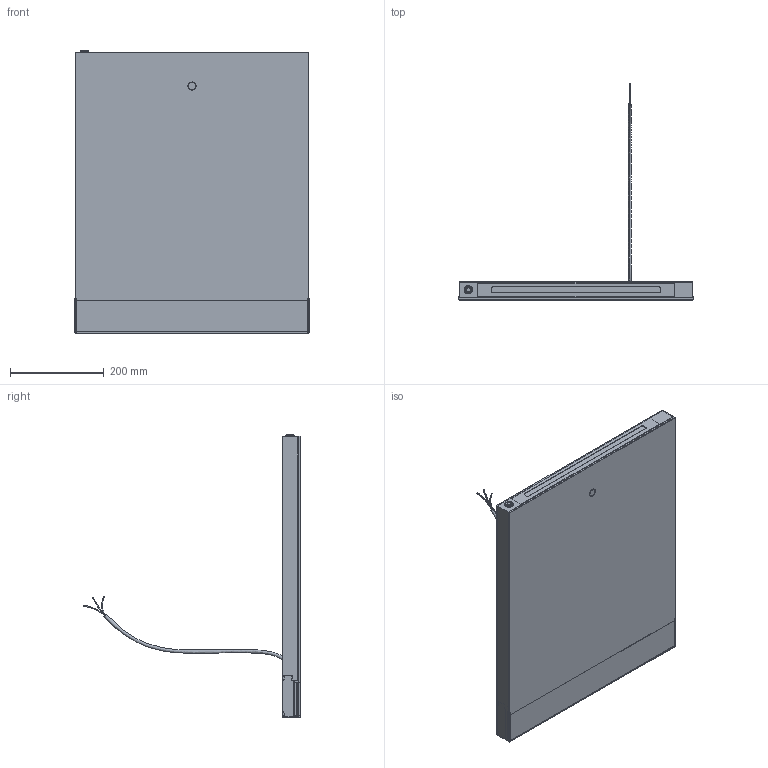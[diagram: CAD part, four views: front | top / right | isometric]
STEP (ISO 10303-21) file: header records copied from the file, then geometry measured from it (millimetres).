
FILE_DESCRIPTION (( 'STEP AP214' ), '1' );
FILE_NAME ('MA050M.STEP', '2019-11-19T15:39:47', ( '' ), ( '' ), 'SwSTEP 2.0', 'SolidWorks 2019', '' );
FILE_SCHEMA (( 'AUTOMOTIVE_DESIGN' ));
Length unit declared in the file: millimetre
Products named in the file (1): MA050M
Bounding box: 501.6 x 463.3 x 604.8 mm (x, y, z)
Surface area: 1849283.4 mm2 (no closed solid volume)
Topology: 0 solids, 53 shells, 5702 faces, 15506 edges, 10239 vertices
Faces by surface type: bspline 5702
Entity records: 244275 total; most frequent: CARTESIAN_POINT 118164, ORIENTED_EDGE 30984, EDGE_CURVE 15502, DIRECTION 14620, LINE 12246, VECTOR 12246, VERTEX_POINT 10239, EDGE_LOOP 6175
